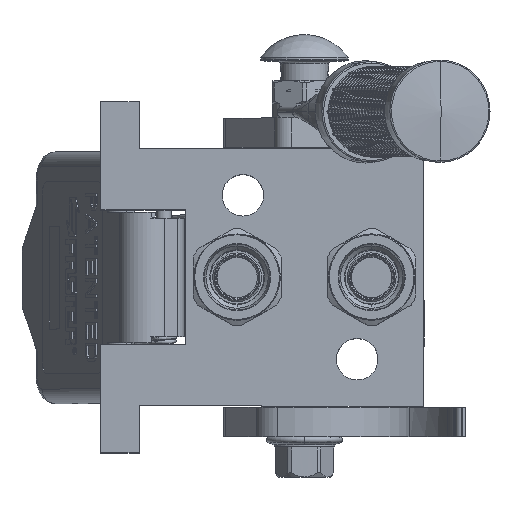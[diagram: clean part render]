
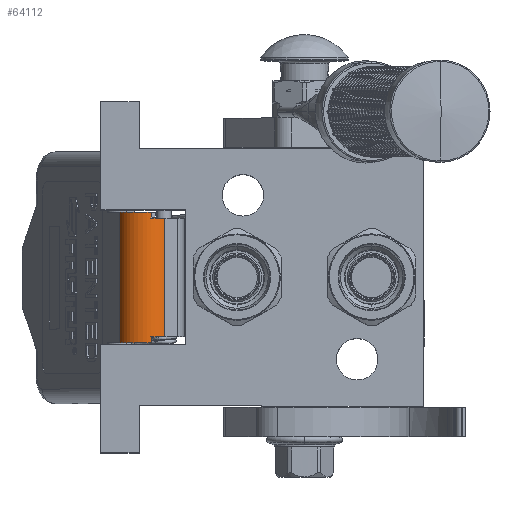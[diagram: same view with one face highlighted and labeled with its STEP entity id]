
A CAD part, top view. The second image highlights one B-rep face of the part: STEP entity #64112.
In plain terms, the highlighted cylindrical face has radius 9.5 mm (diameter 19 mm), a partial arc.
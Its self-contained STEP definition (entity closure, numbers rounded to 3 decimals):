
#701 = EDGE_CURVE ( 'NONE', #171783, #144497, #149878, .T. ) ;
#1664 = DIRECTION ( 'NONE',  ( 0., -0.385, -0.923 ) ) ;
#1810 = CARTESIAN_POINT ( 'NONE',  ( -22.25, -1.5, -47.5 ) ) ;
#2247 = CARTESIAN_POINT ( 'NONE',  ( 20.25, -1.5, -47.5 ) ) ;
#10270 = EDGE_CURVE ( 'NONE', #144497, #116790, #106778, .T. ) ;
#10581 = VECTOR ( 'NONE', #73543, 1000. ) ;
#17389 = CYLINDRICAL_SURFACE ( 'NONE', #133271, 9.5 ) ;
#22043 = DIRECTION ( 'NONE',  ( 1., 0., 0. ) ) ;
#29509 = DIRECTION ( 'NONE',  ( 0., 0.158, -0.987 ) ) ;
#32391 = VECTOR ( 'NONE', #46405, 1000. ) ;
#34594 = CARTESIAN_POINT ( 'NONE',  ( -20.25, -1.5, -47.5 ) ) ;
#36205 = EDGE_CURVE ( 'NONE', #116790, #102563, #78100, .T. ) ;
#37899 = ORIENTED_EDGE ( 'NONE', *, *, #10270, .F. ) ;
#39761 = ORIENTED_EDGE ( 'NONE', *, *, #81922, .T. ) ;
#40433 = LINE ( 'NONE', #119590, #168474 ) ;
#41541 = CARTESIAN_POINT ( 'NONE',  ( 20.25, 0., -56.881 ) ) ;
#42274 = CIRCLE ( 'NONE', #73853, 9.5 ) ;
#42718 = CARTESIAN_POINT ( 'NONE',  ( 22.25, -1.5, -47.5 ) ) ;
#43594 = DIRECTION ( 'NONE',  ( 1., 0., 0. ) ) ;
#46405 = DIRECTION ( 'NONE',  ( 1., 0., 0. ) ) ;
#51150 = ORIENTED_EDGE ( 'NONE', *, *, #162884, .F. ) ;
#59200 = EDGE_CURVE ( 'NONE', #175990, #120937, #42274, .T. ) ;
#64112 = ADVANCED_FACE ( 'NONE', ( #164628 ), #17389, .T. ) ;
#67278 = ORIENTED_EDGE ( 'NONE', *, *, #148765, .F. ) ;
#68874 = CARTESIAN_POINT ( 'NONE',  ( -20.25, 0., -56.881 ) ) ;
#69315 = VERTEX_POINT ( 'NONE', #93461 ) ;
#70140 = DIRECTION ( 'NONE',  ( 1., 0., 0. ) ) ;
#70235 = ORIENTED_EDGE ( 'NONE', *, *, #701, .F. ) ;
#73543 = DIRECTION ( 'NONE',  ( 1., 0., 0. ) ) ;
#73853 = AXIS2_PLACEMENT_3D ( 'NONE', #176808, #121430, #120827 ) ;
#75640 = CARTESIAN_POINT ( 'NONE',  ( -22.25, 8., -47.5 ) ) ;
#75987 = CARTESIAN_POINT ( 'NONE',  ( 20.25, -5.154, -56.269 ) ) ;
#78100 = CIRCLE ( 'NONE', #78784, 9.5 ) ;
#78784 = AXIS2_PLACEMENT_3D ( 'NONE', #42718, #70140, #29509 ) ;
#81922 = EDGE_CURVE ( 'NONE', #120937, #102563, #130557, .T. ) ;
#84314 = DIRECTION ( 'NONE',  ( 0., -1., 0. ) ) ;
#84742 = CARTESIAN_POINT ( 'NONE',  ( 22.25, 8., -47.5 ) ) ;
#86719 = AXIS2_PLACEMENT_3D ( 'NONE', #2247, #43594, #1664 ) ;
#87761 = DIRECTION ( 'NONE',  ( 0., -0.385, -0.923 ) ) ;
#89022 = CARTESIAN_POINT ( 'NONE',  ( 20.25, 0., -56.881 ) ) ;
#93461 = CARTESIAN_POINT ( 'NONE',  ( -20.25, -5.154, -56.269 ) ) ;
#99066 = ORIENTED_EDGE ( 'NONE', *, *, #59200, .T. ) ;
#99092 = CARTESIAN_POINT ( 'NONE',  ( -22.25, 0., -56.881 ) ) ;
#102563 = VERTEX_POINT ( 'NONE', #84742 ) ;
#103845 = VERTEX_POINT ( 'NONE', #68874 ) ;
#104484 = ORIENTED_EDGE ( 'NONE', *, *, #127507, .T. ) ;
#106778 = LINE ( 'NONE', #89022, #10581 ) ;
#114628 = CIRCLE ( 'NONE', #147226, 9.5 ) ;
#114675 = EDGE_LOOP ( 'NONE', ( #51150, #104484, #67278, #99066, #39761, #141178, #37899, #70235 ) ) ;
#116790 = VERTEX_POINT ( 'NONE', #158541 ) ;
#116960 = DIRECTION ( 'NONE',  ( 1., 0., 0. ) ) ;
#119590 = CARTESIAN_POINT ( 'NONE',  ( -20.25, -5.154, -56.269 ) ) ;
#120827 = DIRECTION ( 'NONE',  ( 0., 0.158, -0.987 ) ) ;
#120937 = VERTEX_POINT ( 'NONE', #121215 ) ;
#121215 = CARTESIAN_POINT ( 'NONE',  ( -22.25, 8., -47.5 ) ) ;
#121430 = DIRECTION ( 'NONE',  ( 1., 0., 0. ) ) ;
#127507 = EDGE_CURVE ( 'NONE', #69315, #103845, #114628, .T. ) ;
#130557 = LINE ( 'NONE', #75640, #32391 ) ;
#133271 = AXIS2_PLACEMENT_3D ( 'NONE', #1810, #165977, #84314 ) ;
#133302 = DIRECTION ( 'NONE',  ( 1., 0., 0. ) ) ;
#137734 = VECTOR ( 'NONE', #22043, 1000. ) ;
#141178 = ORIENTED_EDGE ( 'NONE', *, *, #36205, .F. ) ;
#144497 = VERTEX_POINT ( 'NONE', #41541 ) ;
#146185 = CARTESIAN_POINT ( 'NONE',  ( -22.25, 0., -56.881 ) ) ;
#147226 = AXIS2_PLACEMENT_3D ( 'NONE', #34594, #116960, #87761 ) ;
#148765 = EDGE_CURVE ( 'NONE', #175990, #103845, #173957, .T. ) ;
#149878 = CIRCLE ( 'NONE', #86719, 9.5 ) ;
#158541 = CARTESIAN_POINT ( 'NONE',  ( 22.25, 0., -56.881 ) ) ;
#162884 = EDGE_CURVE ( 'NONE', #69315, #171783, #40433, .T. ) ;
#164628 = FACE_OUTER_BOUND ( 'NONE', #114675, .T. ) ;
#165977 = DIRECTION ( 'NONE',  ( -1., 0., 0. ) ) ;
#168474 = VECTOR ( 'NONE', #133302, 1000. ) ;
#171783 = VERTEX_POINT ( 'NONE', #75987 ) ;
#173957 = LINE ( 'NONE', #146185, #137734 ) ;
#175990 = VERTEX_POINT ( 'NONE', #99092 ) ;
#176808 = CARTESIAN_POINT ( 'NONE',  ( -22.25, -1.5, -47.5 ) ) ;
